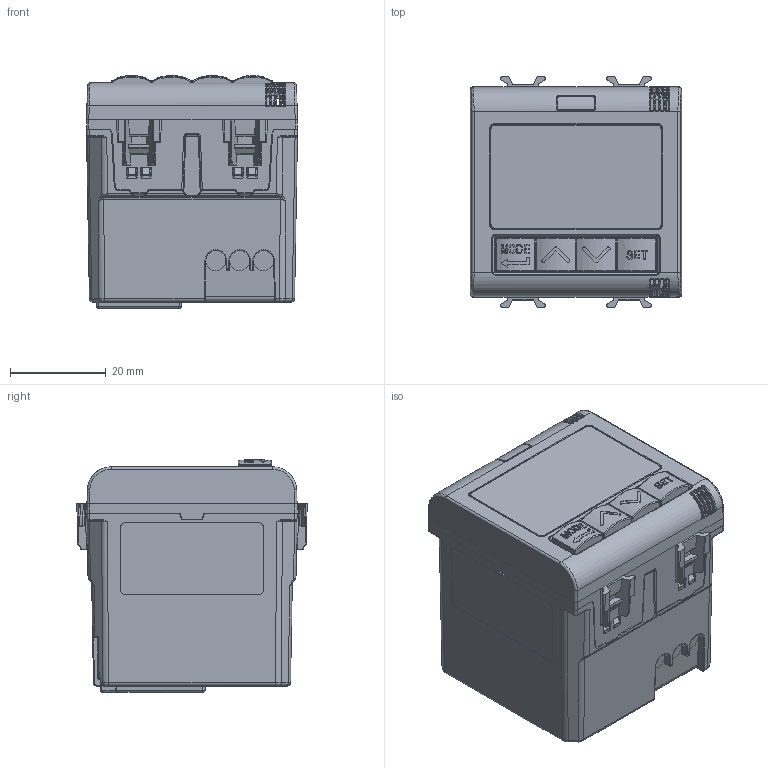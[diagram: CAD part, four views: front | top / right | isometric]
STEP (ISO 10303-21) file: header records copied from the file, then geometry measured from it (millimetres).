
FILE_DESCRIPTION(('CATIA V5 STEP Exchange','CAx-IF Rec.Pracs.--- Model Styling and Organization---1.4--- 2014-01-23'),'2;1');
FILE_NAME('GW10795H.stp','2024-02-13T13:19:03+00:00',('none'),('none'),'CATIA Version 5-6 Release 2019 SP6','CATIA V5 STEP AP214 v1','none');
FILE_SCHEMA(('AUTOMOTIVE_DESIGN { 1 0 10303 214 1 1 1 1 }'));
Products named in the file (1): GW10795H
Bounding box: 44.2 x 48.25 x 48.74 mm (x, y, z)
Volume: 48684.8 mm3; surface area: 22285.7 mm2
Topology: 1 solids, 2 shells, 2989 faces, 7724 edges, 4496 vertices
Faces by surface type: cylinder 1106, plane 1037, bspline 616, sphere 168, torus 42, cone 10, extrusion 10
Entity records: 140557 total; most frequent: CARTESIAN_POINT 77563, ORIENTED_EDGE 15008, DIRECTION 7867, EDGE_CURVE 7504, VERTEX_POINT 4495, B_SPLINE_CURVE_WITH_KNOTS 3397, VECTOR 3146, LINE 3136
